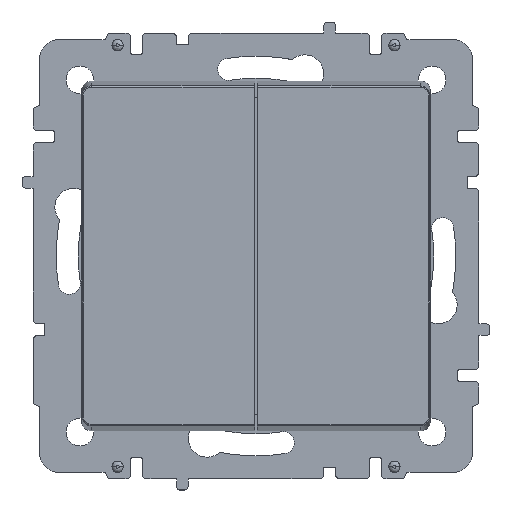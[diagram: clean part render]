
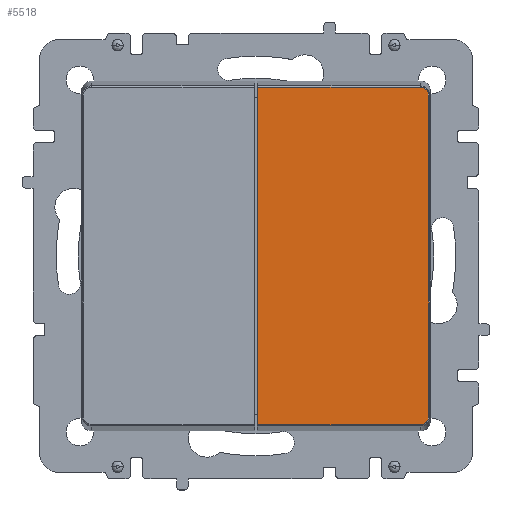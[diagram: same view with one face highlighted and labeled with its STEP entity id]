
A CAD part, top view. The second image highlights one B-rep face of the part: STEP entity #5518.
In plain terms, the highlighted planar face has unit normal (0, 0, 1).
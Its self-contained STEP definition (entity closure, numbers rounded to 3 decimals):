
#29 = ORIENTED_EDGE ( 'NONE', *, *, #6314, .T. ) ;
#67 = CARTESIAN_POINT ( 'NONE',  ( 57.536, 61.22, 12.44 ) ) ;
#100 = VERTEX_POINT ( 'NONE', #1824 ) ;
#157 = DIRECTION ( 'NONE',  ( -1., 0., 0. ) ) ;
#166 = CARTESIAN_POINT ( 'NONE',  ( 57.536, 7.58, 12.44 ) ) ;
#210 = CARTESIAN_POINT ( 'NONE',  ( 3.7, 61.22, 12.44 ) ) ;
#249 = CARTESIAN_POINT ( 'NONE',  ( 58.829, 8.736, 12.44 ) ) ;
#289 = CARTESIAN_POINT ( 'NONE',  ( 58.835, 59.914, 12.44 ) ) ;
#298 = B_SPLINE_CURVE_WITH_KNOTS ( 'NONE', 3,
 ( #289, #7868, #9467, #1801, #7700, #3646, #3584, #7038, #3695, #67 ),
 .UNSPECIFIED., .F., .F.,
 ( 4, 2, 2, 2, 4 ),
 ( 0., 0.25, 0.5, 0.75, 1. ),
 .UNSPECIFIED. ) ;
#363 = CARTESIAN_POINT ( 'NONE',  ( 58.754, 8.432, 12.44 ) ) ;
#564 = LINE ( 'NONE', #2186, #7491 ) ;
#954 = CARTESIAN_POINT ( 'NONE',  ( 58.835, 8.886, 12.44 ) ) ;
#1007 = LINE ( 'NONE', #210, #5275 ) ;
#1096 = CARTESIAN_POINT ( 'NONE',  ( 58.806, 8.61, 12.44 ) ) ;
#1159 = CARTESIAN_POINT ( 'NONE',  ( 58.693, 8.282, 12.44 ) ) ;
#1261 = CARTESIAN_POINT ( 'NONE',  ( 58.358, 7.871, 12.44 ) ) ;
#1792 = DIRECTION ( 'NONE',  ( 0., -1., 0. ) ) ;
#1801 = CARTESIAN_POINT ( 'NONE',  ( 58.67, 60.574, 12.44 ) ) ;
#1824 = CARTESIAN_POINT ( 'NONE',  ( 58.835, 59.914, 12.44 ) ) ;
#1989 = CARTESIAN_POINT ( 'NONE',  ( 58.742, 8.399, 12.44 ) ) ;
#2186 = CARTESIAN_POINT ( 'NONE',  ( 31.666, 34.4, 12.44 ) ) ;
#2581 = CARTESIAN_POINT ( 'NONE',  ( 58.835, 7.15, 12.44 ) ) ;
#2757 = B_SPLINE_CURVE_WITH_KNOTS ( 'NONE', 3,
 ( #7994, #8709, #249, #1096, #3769, #6325, #3660, #363, #7054, #1989, #1159, #4544, #9657, #8868, #7939, #1261, #3045, #5754, #3927, #5804, #10630, #7264, #10852, #9200, #6431, #9823, #3148 ),
 .UNSPECIFIED., .F., .F.,
 ( 4, 2, 2, 1, 2, 2, 2, 2, 2, 2, 2, 2, 2, 4 ),
 ( 0., 0.125, 0.187, 0.219, 0.234, 0.25, 0.375, 0.5, 0.625, 0.687, 0.719, 0.734, 0.75, 1. ),
 .UNSPECIFIED. ) ;
#2836 = EDGE_CURVE ( 'NONE', #9918, #4195, #9093, .T. ) ;
#3045 = CARTESIAN_POINT ( 'NONE',  ( 58.254, 7.797, 12.44 ) ) ;
#3089 = CARTESIAN_POINT ( 'NONE',  ( 3.7, 7.15, 12.44 ) ) ;
#3148 = CARTESIAN_POINT ( 'NONE',  ( 57.536, 7.58, 12.44 ) ) ;
#3203 = VERTEX_POINT ( 'NONE', #954 ) ;
#3584 = CARTESIAN_POINT ( 'NONE',  ( 58.192, 61.054, 12.44 ) ) ;
#3646 = CARTESIAN_POINT ( 'NONE',  ( 58.333, 60.96, 12.44 ) ) ;
#3660 = CARTESIAN_POINT ( 'NONE',  ( 58.767, 8.466, 12.44 ) ) ;
#3695 = CARTESIAN_POINT ( 'NONE',  ( 57.709, 61.22, 12.44 ) ) ;
#3769 = CARTESIAN_POINT ( 'NONE',  ( 58.796, 8.566, 12.44 ) ) ;
#3829 = EDGE_CURVE ( 'NONE', #3203, #9918, #2757, .T. ) ;
#3927 = CARTESIAN_POINT ( 'NONE',  ( 58.152, 7.736, 12.44 ) ) ;
#3969 = DIRECTION ( 'NONE',  ( 0., -1., 0. ) ) ;
#4195 = VERTEX_POINT ( 'NONE', #4628 ) ;
#4544 = CARTESIAN_POINT ( 'NONE',  ( 58.642, 8.196, 12.44 ) ) ;
#4628 = CARTESIAN_POINT ( 'NONE',  ( 31.666, 7.58, 12.44 ) ) ;
#4996 = VERTEX_POINT ( 'NONE', #6223 ) ;
#5275 = VECTOR ( 'NONE', #157, 1000. ) ;
#5518 = ADVANCED_FACE ( 'NONE', ( #5687 ), #8965, .F. ) ;
#5564 = ORIENTED_EDGE ( 'NONE', *, *, #9515, .T. ) ;
#5579 = EDGE_LOOP ( 'NONE', ( #6548, #5564, #29, #10694, #6789, #6893 ) ) ;
#5604 = VERTEX_POINT ( 'NONE', #8464 ) ;
#5687 = FACE_OUTER_BOUND ( 'NONE', #5579, .T. ) ;
#5754 = CARTESIAN_POINT ( 'NONE',  ( 58.216, 7.772, 12.44 ) ) ;
#5804 = CARTESIAN_POINT ( 'NONE',  ( 58.13, 7.724, 12.44 ) ) ;
#6223 = CARTESIAN_POINT ( 'NONE',  ( 57.536, 61.22, 12.44 ) ) ;
#6314 = EDGE_CURVE ( 'NONE', #4996, #5604, #1007, .T. ) ;
#6325 = CARTESIAN_POINT ( 'NONE',  ( 58.777, 8.5, 12.44 ) ) ;
#6431 = CARTESIAN_POINT ( 'NONE',  ( 57.847, 7.602, 12.44 ) ) ;
#6527 = DIRECTION ( 'NONE',  ( 0., 0., -1. ) ) ;
#6548 = ORIENTED_EDGE ( 'NONE', *, *, #6804, .F. ) ;
#6596 = DIRECTION ( 'NONE',  ( -1., 0., 0. ) ) ;
#6635 = AXIS2_PLACEMENT_3D ( 'NONE', #3089, #6527, #3969 ) ;
#6789 = ORIENTED_EDGE ( 'NONE', *, *, #2836, .F. ) ;
#6804 = EDGE_CURVE ( 'NONE', #100, #3203, #7804, .T. ) ;
#6893 = ORIENTED_EDGE ( 'NONE', *, *, #3829, .F. ) ;
#7038 = CARTESIAN_POINT ( 'NONE',  ( 57.874, 61.187, 12.44 ) ) ;
#7054 = CARTESIAN_POINT ( 'NONE',  ( 58.745, 8.409, 12.44 ) ) ;
#7096 = EDGE_CURVE ( 'NONE', #4195, #5604, #564, .T. ) ;
#7264 = CARTESIAN_POINT ( 'NONE',  ( 58.083, 7.701, 12.44 ) ) ;
#7463 = DIRECTION ( 'NONE',  ( 0., 1., 0. ) ) ;
#7491 = VECTOR ( 'NONE', #7463, 1000. ) ;
#7700 = CARTESIAN_POINT ( 'NONE',  ( 58.576, 60.715, 12.44 ) ) ;
#7804 = LINE ( 'NONE', #2581, #10661 ) ;
#7868 = CARTESIAN_POINT ( 'NONE',  ( 58.835, 60.087, 12.44 ) ) ;
#7939 = CARTESIAN_POINT ( 'NONE',  ( 58.412, 7.92, 12.44 ) ) ;
#7994 = CARTESIAN_POINT ( 'NONE',  ( 58.835, 8.886, 12.44 ) ) ;
#8335 = VECTOR ( 'NONE', #6596, 1000. ) ;
#8464 = CARTESIAN_POINT ( 'NONE',  ( 31.666, 61.22, 12.44 ) ) ;
#8709 = CARTESIAN_POINT ( 'NONE',  ( 58.835, 8.815, 12.44 ) ) ;
#8868 = CARTESIAN_POINT ( 'NONE',  ( 58.497, 8.005, 12.44 ) ) ;
#8965 = PLANE ( 'NONE',  #6635 ) ;
#8979 = CARTESIAN_POINT ( 'NONE',  ( 3.7, 7.58, 12.44 ) ) ;
#9093 = LINE ( 'NONE', #8979, #8335 ) ;
#9200 = CARTESIAN_POINT ( 'NONE',  ( 58.045, 7.684, 12.44 ) ) ;
#9467 = CARTESIAN_POINT ( 'NONE',  ( 58.802, 60.254, 12.44 ) ) ;
#9515 = EDGE_CURVE ( 'NONE', #100, #4996, #298, .T. ) ;
#9657 = CARTESIAN_POINT ( 'NONE',  ( 58.544, 8.057, 12.44 ) ) ;
#9823 = CARTESIAN_POINT ( 'NONE',  ( 57.675, 7.58, 12.44 ) ) ;
#9918 = VERTEX_POINT ( 'NONE', #166 ) ;
#10630 = CARTESIAN_POINT ( 'NONE',  ( 58.095, 7.707, 12.44 ) ) ;
#10661 = VECTOR ( 'NONE', #1792, 1000. ) ;
#10694 = ORIENTED_EDGE ( 'NONE', *, *, #7096, .F. ) ;
#10852 = CARTESIAN_POINT ( 'NONE',  ( 58.059, 7.69, 12.44 ) ) ;
